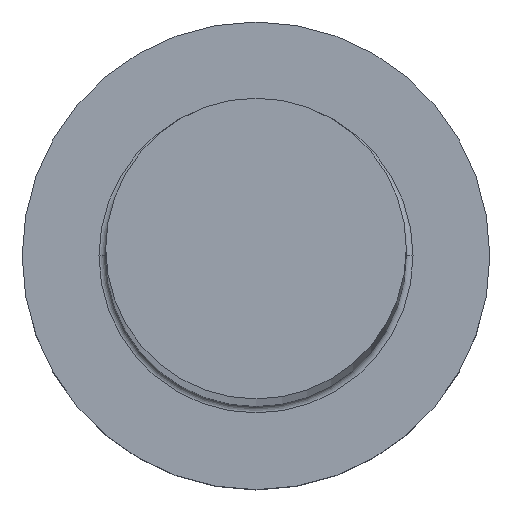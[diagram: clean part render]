
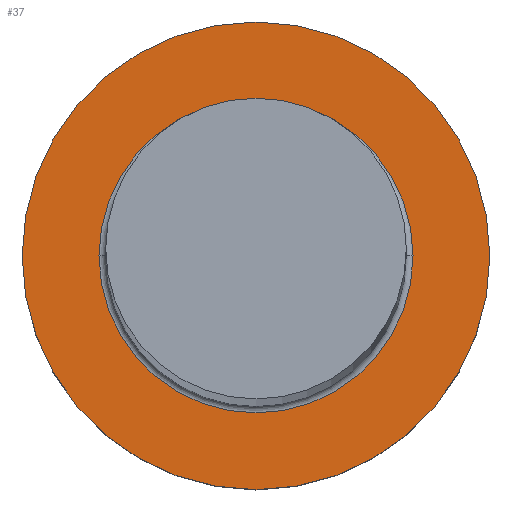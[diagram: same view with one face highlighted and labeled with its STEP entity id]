
A CAD part, top view. The second image highlights one B-rep face of the part: STEP entity #37.
In plain terms, the highlighted planar face has unit normal (0, 0, 1).
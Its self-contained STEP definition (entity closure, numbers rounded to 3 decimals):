
#16 = VERTEX_POINT ( 'NONE', #113 ) ;
#17 = VERTEX_POINT ( 'NONE', #41 ) ;
#19 = DIRECTION ( 'NONE',  ( 1., 0., 0. ) ) ;
#24 = AXIS2_PLACEMENT_3D ( 'NONE', #305, #87, #307 ) ;
#31 = CARTESIAN_POINT ( 'NONE',  ( 7., 0., 5. ) ) ;
#36 = CIRCLE ( 'NONE', #296, 7. ) ;
#37 = ADVANCED_FACE ( 'NONE', ( #64, #136 ), #230, .T. ) ;
#41 = CARTESIAN_POINT ( 'NONE',  ( 4.7, 0., 5. ) ) ;
#51 = CARTESIAN_POINT ( 'NONE',  ( -7., 0., 5. ) ) ;
#53 = CIRCLE ( 'NONE', #145, 4.7 ) ;
#62 = DIRECTION ( 'NONE',  ( 1., 0., 0. ) ) ;
#64 = FACE_BOUND ( 'NONE', #106, .T. ) ;
#67 = EDGE_CURVE ( 'NONE', #250, #205, #36, .T. ) ;
#68 = CARTESIAN_POINT ( 'NONE',  ( 0., 0., 5. ) ) ;
#70 = EDGE_LOOP ( 'NONE', ( #255, #89 ) ) ;
#76 = EDGE_CURVE ( 'NONE', #17, #16, #53, .T. ) ;
#87 = DIRECTION ( 'NONE',  ( 0., 0., 1. ) ) ;
#89 = ORIENTED_EDGE ( 'NONE', *, *, #90, .T. ) ;
#90 = EDGE_CURVE ( 'NONE', #205, #250, #257, .T. ) ;
#91 = CARTESIAN_POINT ( 'NONE',  ( 0., 0., 5. ) ) ;
#102 = CIRCLE ( 'NONE', #275, 4.7 ) ;
#106 = EDGE_LOOP ( 'NONE', ( #135, #133 ) ) ;
#111 = DIRECTION ( 'NONE',  ( 1., 0., 0. ) ) ;
#112 = EDGE_CURVE ( 'NONE', #16, #17, #102, .T. ) ;
#113 = CARTESIAN_POINT ( 'NONE',  ( -4.7, 0., 5. ) ) ;
#133 = ORIENTED_EDGE ( 'NONE', *, *, #112, .T. ) ;
#135 = ORIENTED_EDGE ( 'NONE', *, *, #76, .T. ) ;
#136 = FACE_OUTER_BOUND ( 'NONE', #70, .T. ) ;
#137 = CARTESIAN_POINT ( 'NONE',  ( 0., 0., 5. ) ) ;
#145 = AXIS2_PLACEMENT_3D ( 'NONE', #163, #164, #188 ) ;
#163 = CARTESIAN_POINT ( 'NONE',  ( 0., 0., 5. ) ) ;
#164 = DIRECTION ( 'NONE',  ( 0., 0., -1. ) ) ;
#185 = DIRECTION ( 'NONE',  ( 0., 0., 1. ) ) ;
#188 = DIRECTION ( 'NONE',  ( 1., 0., 0. ) ) ;
#205 = VERTEX_POINT ( 'NONE', #31 ) ;
#211 = DIRECTION ( 'NONE',  ( 0., 0., 1. ) ) ;
#219 = AXIS2_PLACEMENT_3D ( 'NONE', #91, #185, #19 ) ;
#230 = PLANE ( 'NONE',  #219 ) ;
#231 = DIRECTION ( 'NONE',  ( 0., 0., -1. ) ) ;
#250 = VERTEX_POINT ( 'NONE', #51 ) ;
#255 = ORIENTED_EDGE ( 'NONE', *, *, #67, .T. ) ;
#257 = CIRCLE ( 'NONE', #24, 7. ) ;
#275 = AXIS2_PLACEMENT_3D ( 'NONE', #137, #231, #62 ) ;
#296 = AXIS2_PLACEMENT_3D ( 'NONE', #68, #211, #111 ) ;
#305 = CARTESIAN_POINT ( 'NONE',  ( 0., 0., 5. ) ) ;
#307 = DIRECTION ( 'NONE',  ( 1., 0., 0. ) ) ;
